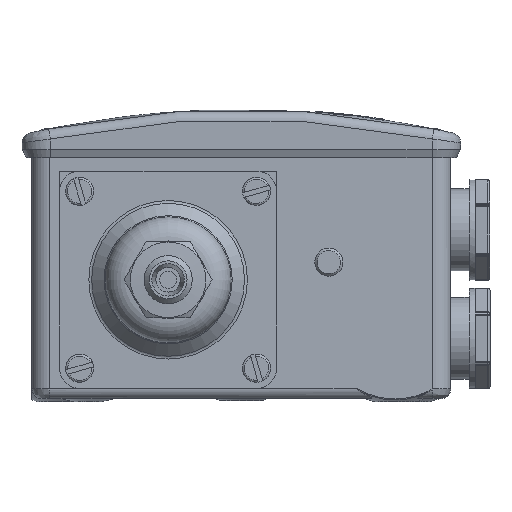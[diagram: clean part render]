
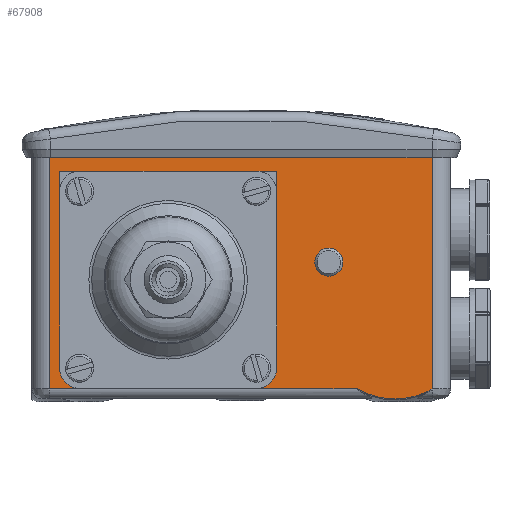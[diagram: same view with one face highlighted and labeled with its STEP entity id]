
A CAD part, front view. The second image highlights one B-rep face of the part: STEP entity #67908.
In plain terms, the highlighted planar face has unit normal (0, -1, 0).
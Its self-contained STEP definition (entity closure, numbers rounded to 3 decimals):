
#67346=CARTESIAN_POINT('',(64.538,-13.18,-27.78));
#67347=VERTEX_POINT('',#67346);
#67355=CARTESIAN_POINT('',(46.986,-13.18,-27.1));
#67356=VERTEX_POINT('',#67355);
#67357=CARTESIAN_POINT('',(56.4,-13.18,-10.972));
#67358=DIRECTION('',(0.0,1.0,0.0));
#67359=DIRECTION('',(-0.011,0.0,-1.));
#67360=AXIS2_PLACEMENT_3D('',#67357,#67358,#67359);
#67361=CIRCLE('',#67360,18.674);
#67362=EDGE_CURVE('',#67347,#67356,#67361,.T.);
#67401=CARTESIAN_POINT('',(65.8,-13.18,-27.108));
#67402=VERTEX_POINT('',#67401);
#67410=CARTESIAN_POINT('',(56.4,-13.18,-10.972));
#67411=DIRECTION('',(0.0,1.0,0.0));
#67412=DIRECTION('',(0.499,0.0,-0.867));
#67413=AXIS2_PLACEMENT_3D('',#67410,#67411,#67412);
#67414=CIRCLE('',#67413,18.674);
#67415=EDGE_CURVE('',#67402,#67347,#67414,.T.);
#67633=CARTESIAN_POINT('',(-29.4,-13.18,-27.1));
#67634=VERTEX_POINT('',#67633);
#67635=CARTESIAN_POINT('',(46.986,-13.18,-27.1));
#67636=DIRECTION('',(-1.0,0.0,0.0));
#67637=VECTOR('',#67636,76.386);
#67638=LINE('',#67635,#67637);
#67639=EDGE_CURVE('',#67356,#67634,#67638,.T.);
#67794=CARTESIAN_POINT('',(-29.4,-13.18,32.));
#67795=VERTEX_POINT('',#67794);
#67796=CARTESIAN_POINT('',(-29.4,-13.18,-27.1));
#67797=DIRECTION('',(0.0,0.0,1.0));
#67798=VECTOR('',#67797,59.1);
#67799=LINE('',#67796,#67798);
#67800=EDGE_CURVE('',#67634,#67795,#67799,.T.);
#67820=CARTESIAN_POINT('',(65.8,-13.18,-29.6));
#67821=DIRECTION('',(0.0,-1.0,0.0));
#67822=DIRECTION('',(0.0,0.0,-1.0));
#67823=AXIS2_PLACEMENT_3D('',#67820,#67821,#67822);
#67824=PLANE('',#67823);
#67825=ORIENTED_EDGE('',*,*,#67415,.F.);
#67826=CARTESIAN_POINT('',(65.8,-13.18,32.));
#67827=VERTEX_POINT('',#67826);
#67828=CARTESIAN_POINT('',(65.8,-13.18,-27.108));
#67829=DIRECTION('',(0.0,0.0,1.0));
#67830=VECTOR('',#67829,59.108);
#67831=LINE('',#67828,#67830);
#67832=EDGE_CURVE('',#67402,#67827,#67831,.T.);
#67833=ORIENTED_EDGE('',*,*,#67832,.T.);
#67834=CARTESIAN_POINT('',(65.8,-13.18,32.));
#67835=DIRECTION('',(-1.0,0.0,0.0));
#67836=VECTOR('',#67835,95.2);
#67837=LINE('',#67834,#67836);
#67838=EDGE_CURVE('',#67827,#67795,#67837,.T.);
#67839=ORIENTED_EDGE('',*,*,#67838,.T.);
#67840=ORIENTED_EDGE('',*,*,#67800,.F.);
#67841=ORIENTED_EDGE('',*,*,#67639,.F.);
#67842=ORIENTED_EDGE('',*,*,#67362,.F.);
#67843=EDGE_LOOP('',(#67825,#67833,#67839,#67840,#67841,#67842));
#67844=FACE_OUTER_BOUND('',#67843,.T.);
#67845=CARTESIAN_POINT('',(27.,-13.18,-22.0));
#67846=VERTEX_POINT('',#67845);
#67847=CARTESIAN_POINT('',(22.,-13.18,-27.0));
#67848=VERTEX_POINT('',#67847);
#67849=CARTESIAN_POINT('',(22.,-13.18,-22.0));
#67850=DIRECTION('',(0.0,1.0,0.0));
#67851=DIRECTION('',(0.0,0.0,1.0));
#67852=AXIS2_PLACEMENT_3D('',#67849,#67850,#67851);
#67853=CIRCLE('',#67852,5.);
#67854=EDGE_CURVE('',#67846,#67848,#67853,.T.);
#67855=ORIENTED_EDGE('',*,*,#67854,.T.);
#67856=CARTESIAN_POINT('',(-22.,-13.18,-27.0));
#67857=VERTEX_POINT('',#67856);
#67858=CARTESIAN_POINT('',(22.,-13.18,-27.0));
#67859=DIRECTION('',(-1.0,0.0,0.0));
#67860=VECTOR('',#67859,44.0);
#67861=LINE('',#67858,#67860);
#67862=EDGE_CURVE('',#67848,#67857,#67861,.T.);
#67863=ORIENTED_EDGE('',*,*,#67862,.T.);
#67864=CARTESIAN_POINT('',(-27.,-13.18,-22.0));
#67865=VERTEX_POINT('',#67864);
#67866=CARTESIAN_POINT('',(-22.,-13.18,-22.0));
#67867=DIRECTION('',(0.0,1.0,0.0));
#67868=DIRECTION('',(1.0,0.0,0.0));
#67869=AXIS2_PLACEMENT_3D('',#67866,#67867,#67868);
#67870=CIRCLE('',#67869,5.);
#67871=EDGE_CURVE('',#67857,#67865,#67870,.T.);
#67872=ORIENTED_EDGE('',*,*,#67871,.T.);
#67873=CARTESIAN_POINT('',(-27.,-13.18,27.));
#67874=VERTEX_POINT('',#67873);
#67875=CARTESIAN_POINT('',(-27.,-13.18,-22.));
#67876=DIRECTION('',(0.0,0.0,1.0));
#67877=VECTOR('',#67876,49.0);
#67878=LINE('',#67875,#67877);
#67879=EDGE_CURVE('',#67865,#67874,#67878,.T.);
#67880=ORIENTED_EDGE('',*,*,#67879,.T.);
#67881=CARTESIAN_POINT('',(27.,-13.18,27.));
#67882=VERTEX_POINT('',#67881);
#67883=CARTESIAN_POINT('',(-27.,-13.18,27.));
#67884=DIRECTION('',(1.0,0.0,0.0));
#67885=VECTOR('',#67884,54.0);
#67886=LINE('',#67883,#67885);
#67887=EDGE_CURVE('',#67874,#67882,#67886,.T.);
#67888=ORIENTED_EDGE('',*,*,#67887,.T.);
#67889=CARTESIAN_POINT('',(27.,-13.18,27.0));
#67890=DIRECTION('',(0.0,0.0,-1.0));
#67891=VECTOR('',#67890,49.0);
#67892=LINE('',#67889,#67891);
#67893=EDGE_CURVE('',#67882,#67846,#67892,.T.);
#67894=ORIENTED_EDGE('',*,*,#67893,.T.);
#67895=EDGE_LOOP('',(#67855,#67863,#67872,#67880,#67888,#67894));
#67896=FACE_BOUND('',#67895,.T.);
#67897=CARTESIAN_POINT('',(43.5,-13.18,4.4));
#67898=VERTEX_POINT('',#67897);
#67899=CARTESIAN_POINT('',(40.,-13.18,4.4));
#67900=DIRECTION('',(0.0,1.0,0.0));
#67901=DIRECTION('',(-1.0,0.0,0.0));
#67902=AXIS2_PLACEMENT_3D('',#67899,#67900,#67901);
#67903=CIRCLE('',#67902,3.5);
#67904=EDGE_CURVE('',#67898,#67898,#67903,.T.);
#67905=ORIENTED_EDGE('',*,*,#67904,.T.);
#67906=EDGE_LOOP('',(#67905));
#67907=FACE_BOUND('',#67906,.T.);
#67908=ADVANCED_FACE('',(#67844,#67896,#67907),#67824,.T.);
